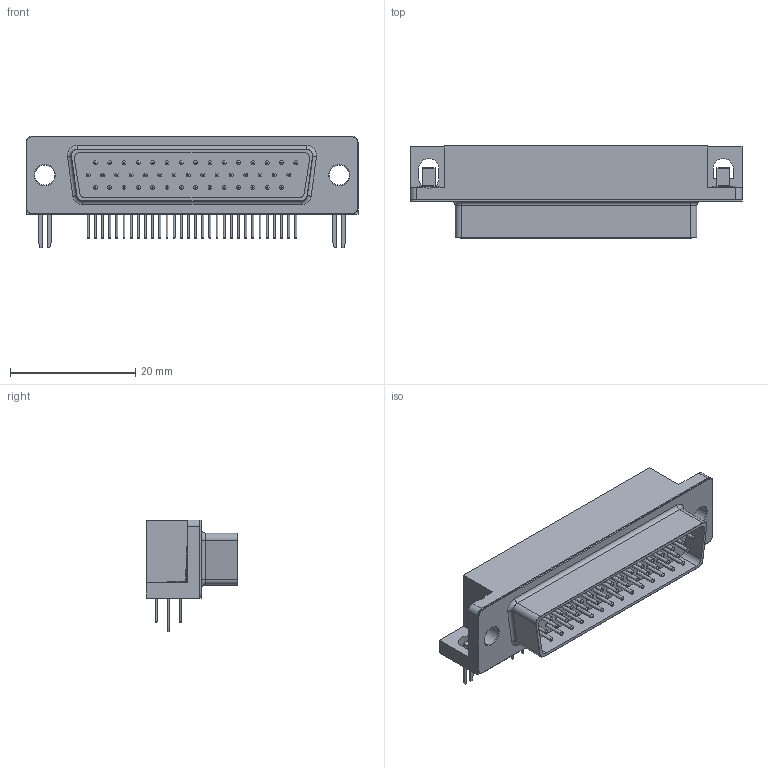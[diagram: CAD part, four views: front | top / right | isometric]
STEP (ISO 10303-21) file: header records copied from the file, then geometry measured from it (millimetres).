
FILE_DESCRIPTION(/* description */ ('model of DSUB-44-HD_Male_Horizontal_P2.29x1.98mm_EdgePinOffset3.03mm_Housed_MountingHolesOffset4.94mm'),/* implementation_level */ '2;1');
FILE_NAME(/* name */ 'DSUB-44-HD_Male_Horizontal_P2.29x1.98mm_EdgePinOffset3.03mm_Housed_MountingHolesOffset4.94mm.step',/* time_stamp */ '2019-01-05T14:21:45',/* author */ ('kicad StepUp','ksu'),/* organization */ ('FreeCAD'),/* preprocessor_version */ 'OCC',/* originating_system */ 'kicad StepUp',/* authorisation */ '');
FILE_SCHEMA(('AUTOMOTIVE_DESIGN { 1 0 10303 214 1 1 1 1 }'));
Length unit declared in the file: millimetre
Products named in the file (1): DSUB_90_male
Bounding box: 53.1 x 14.7 x 17.9 mm (x, y, z)
Volume: 5957.8 mm3; surface area: 4345 mm2
Topology: 1 solids, 2 shells, 436 faces, 904 edges, 560 vertices
Faces by surface type: cylinder 168, plane 162, revolution 92, torus 10, cone 4
Full cylindrical faces by diameter (mm): 0.3 x44, 0.6 x88, 3.2 x2, 4 x2
Entity records: 16010 total; most frequent: CARTESIAN_POINT 3007, DIRECTION 2214, ORIENTED_EDGE 1808, EDGE_CURVE 904, AXIS2_PLACEMENT_3D 881, FACE_BOUND 622, EDGE_LOOP 622, VERTEX_POINT 560
